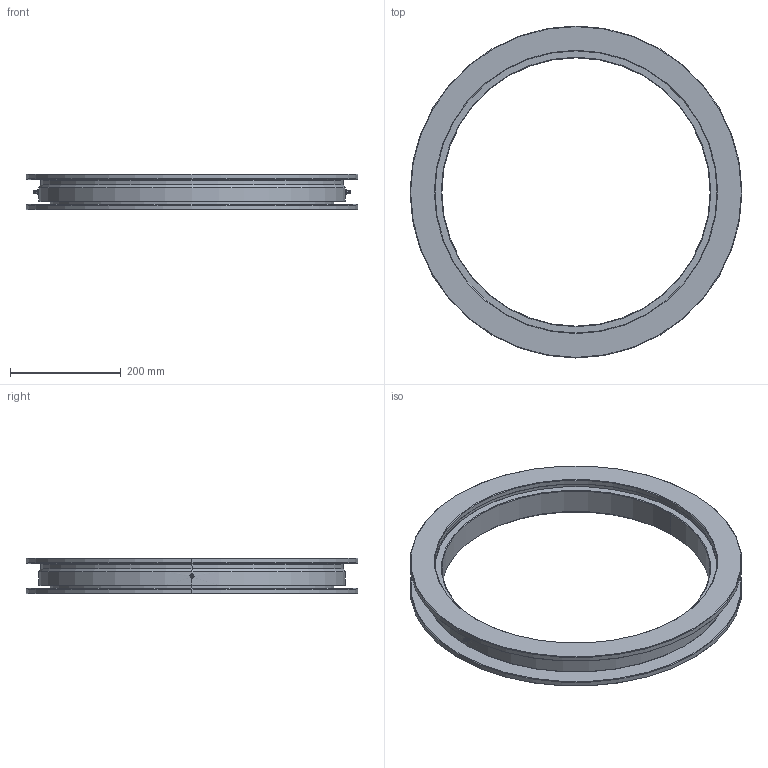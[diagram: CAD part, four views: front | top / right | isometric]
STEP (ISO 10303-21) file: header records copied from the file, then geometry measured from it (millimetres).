
FILE_DESCRIPTION (( 'STEP AP214' ), '1' );
FILE_NAME ('U.600.14 - Cast Iron.STEP', '2016-01-20T16:07:36', ( '' ), ( '' ), 'SwSTEP 2.0', 'SolidWorks 2015', '' );
FILE_SCHEMA (( 'AUTOMOTIVE_DESIGN' ));
Length unit declared in the file: millimetre
Products named in the file (5): U.600.14 - OR; Grease nipple M6x1mm; U.600.14 - Cast Iron; Ball D14; U.600.14 - IR
Assembly tree (114 placements, depth 2):
  U.600.14 - Cast Iron
    U.600.14 - IR
    U.600.14 - OR
    Ball D14  x110
    Grease nipple M6x1mm  x2
Bounding box: 600 x 600 x 65 mm (x, y, z)
Volume: 3716073.8 mm3; surface area: 761793.5 mm2
Topology: 114 solids, 114 shells, 375 faces, 1100 edges, 736 vertices
Faces by surface type: sphere 220, cone 66, cylinder 36, plane 27, torus 26
Entity records: 4608 total; most frequent: CARTESIAN_POINT 934, DIRECTION 840, ORIENTED_EDGE 520, AXIS2_PLACEMENT_3D 380, EDGE_CURVE 260, VERTEX_POINT 146, CIRCLE 140, EDGE_LOOP 134
